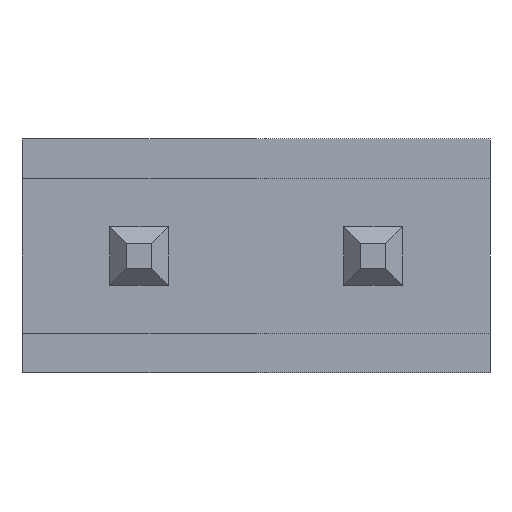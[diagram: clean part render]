
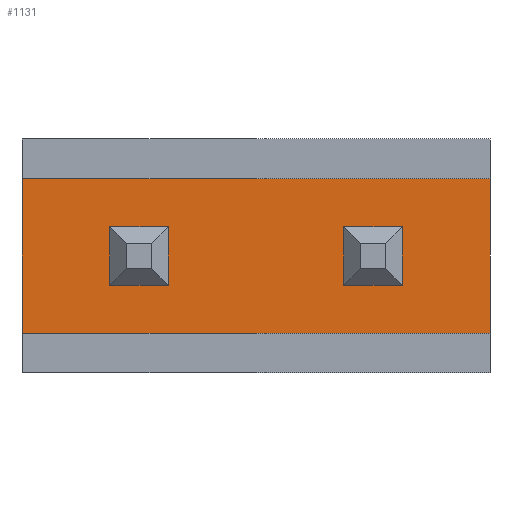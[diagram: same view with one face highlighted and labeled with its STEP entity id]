
A CAD part, front view. The second image highlights one B-rep face of the part: STEP entity #1131.
In plain terms, the highlighted planar face has unit normal (0, -1, 0).
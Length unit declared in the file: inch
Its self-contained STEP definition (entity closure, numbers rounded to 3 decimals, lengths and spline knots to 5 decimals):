
#93 = EDGE_CURVE ( 'NONE', #2013, #2142, #1732, .T. ) ;
#102 = EDGE_CURVE ( 'NONE', #1718, #1804, #1795, .T. ) ;
#118 = EDGE_CURVE ( 'NONE', #2184, #2188, #2135, .T. ) ;
#135 = EDGE_CURVE ( 'NONE', #2142, #1634, #1901, .T. ) ;
#157 = EDGE_CURVE ( 'NONE', #2148, #2160, #204, .T. ) ;
#204 = LINE ( 'NONE', #1355, #213 ) ;
#207 = DIRECTION ( 'NONE',  ( 0., 1., 0. ) ) ;
#213 = VECTOR ( 'NONE', #1288, 39.37008 ) ;
#320 = VECTOR ( 'NONE', #2852, 39.37008 ) ;
#324 = LINE ( 'NONE', #2851, #320 ) ;
#387 = VECTOR ( 'NONE', #2800, 39.37008 ) ;
#390 = VECTOR ( 'NONE', #2798, 39.37008 ) ;
#391 = LINE ( 'NONE', #2799, #387 ) ;
#395 = LINE ( 'NONE', #2797, #390 ) ;
#407 = CARTESIAN_POINT ( 'NONE',  ( -0.1, 0.02, -0.033 ) ) ;
#422 = DIRECTION ( 'NONE',  ( 0., 0., 1. ) ) ;
#427 = VECTOR ( 'NONE', #2777, 39.37008 ) ;
#432 = LINE ( 'NONE', #2776, #427 ) ;
#433 = VECTOR ( 'NONE', #2773, 39.37008 ) ;
#444 = LINE ( 'NONE', #2759, #433 ) ;
#452 = VECTOR ( 'NONE', #2757, 39.37008 ) ;
#455 = LINE ( 'NONE', #2756, #452 ) ;
#459 = VECTOR ( 'NONE', #2752, 39.37008 ) ;
#465 = LINE ( 'NONE', #2750, #459 ) ;
#560 = PLANE ( 'NONE',  #3318 ) ;
#574 = FACE_BOUND ( 'NONE', #1676, .T. ) ;
#1131 = ADVANCED_FACE ( 'NONE', ( #2309, #574, #2311 ), #560, .F. ) ;
#1277 = DIRECTION ( 'NONE',  ( 0., 0., 1. ) ) ;
#1287 = DIRECTION ( 'NONE',  ( 0., 0., 1. ) ) ;
#1288 = DIRECTION ( 'NONE',  ( 0., 0., 1. ) ) ;
#1309 = DIRECTION ( 'NONE',  ( 0., 0., 1. ) ) ;
#1340 = CARTESIAN_POINT ( 'NONE',  ( -0.0625, 0.02, -0.0125 ) ) ;
#1349 = CARTESIAN_POINT ( 'NONE',  ( -0.0375, 0.02, -0.0125 ) ) ;
#1350 = CARTESIAN_POINT ( 'NONE',  ( 0.1, 0.02, -0.033 ) ) ;
#1355 = CARTESIAN_POINT ( 'NONE',  ( 0.0375, 0.02, -0.0125 ) ) ;
#1422 = DIRECTION ( 'NONE',  ( -1., 0., 0. ) ) ;
#1429 = CARTESIAN_POINT ( 'NONE',  ( -0.1, 0.02, -0.033 ) ) ;
#1630 = VERTEX_POINT ( 'NONE', #2601 ) ;
#1634 = VERTEX_POINT ( 'NONE', #2612 ) ;
#1647 = ORIENTED_EDGE ( 'NONE', *, *, #3194, .T. ) ;
#1672 = EDGE_LOOP ( 'NONE', ( #2122, #1964, #1647, #2098 ) ) ;
#1676 = EDGE_LOOP ( 'NONE', ( #2036, #2282, #1948, #1805 ) ) ;
#1718 = VERTEX_POINT ( 'NONE', #2627 ) ;
#1732 = LINE ( 'NONE', #1349, #1908 ) ;
#1766 = VECTOR ( 'NONE', #1287, 39.37008 ) ;
#1795 = LINE ( 'NONE', #1350, #1828 ) ;
#1804 = VERTEX_POINT ( 'NONE', #2633 ) ;
#1805 = ORIENTED_EDGE ( 'NONE', *, *, #93, .T. ) ;
#1828 = VECTOR ( 'NONE', #1309, 39.37008 ) ;
#1901 = LINE ( 'NONE', #1340, #1766 ) ;
#1908 = VECTOR ( 'NONE', #1422, 39.37008 ) ;
#1948 = ORIENTED_EDGE ( 'NONE', *, *, #3177, .T. ) ;
#1964 = ORIENTED_EDGE ( 'NONE', *, *, #3267, .T. ) ;
#2013 = VERTEX_POINT ( 'NONE', #2662 ) ;
#2021 = VECTOR ( 'NONE', #1277, 39.37008 ) ;
#2022 = EDGE_LOOP ( 'NONE', ( #2111, #2175, #2255, #2212 ) ) ;
#2036 = ORIENTED_EDGE ( 'NONE', *, *, #135, .T. ) ;
#2051 = VERTEX_POINT ( 'NONE', #2679 ) ;
#2098 = ORIENTED_EDGE ( 'NONE', *, *, #3188, .T. ) ;
#2111 = ORIENTED_EDGE ( 'NONE', *, *, #102, .T. ) ;
#2122 = ORIENTED_EDGE ( 'NONE', *, *, #157, .T. ) ;
#2135 = LINE ( 'NONE', #1429, #2021 ) ;
#2142 = VERTEX_POINT ( 'NONE', #2693 ) ;
#2145 = VERTEX_POINT ( 'NONE', #2692 ) ;
#2148 = VERTEX_POINT ( 'NONE', #2689 ) ;
#2160 = VERTEX_POINT ( 'NONE', #2672 ) ;
#2175 = ORIENTED_EDGE ( 'NONE', *, *, #3172, .F. ) ;
#2184 = VERTEX_POINT ( 'NONE', #2700 ) ;
#2188 = VERTEX_POINT ( 'NONE', #2696 ) ;
#2212 = ORIENTED_EDGE ( 'NONE', *, *, #3394, .T. ) ;
#2255 = ORIENTED_EDGE ( 'NONE', *, *, #118, .F. ) ;
#2282 = ORIENTED_EDGE ( 'NONE', *, *, #3266, .T. ) ;
#2309 = FACE_BOUND ( 'NONE', #1672, .T. ) ;
#2311 = FACE_OUTER_BOUND ( 'NONE', #2022, .T. ) ;
#2601 = CARTESIAN_POINT ( 'NONE',  ( 0.0625, 0.02, -0.0125 ) ) ;
#2612 = CARTESIAN_POINT ( 'NONE',  ( -0.0625, 0.02, 0.0125 ) ) ;
#2627 = CARTESIAN_POINT ( 'NONE',  ( 0.1, 0.02, -0.033 ) ) ;
#2633 = CARTESIAN_POINT ( 'NONE',  ( 0.1, 0.02, 0.033 ) ) ;
#2662 = CARTESIAN_POINT ( 'NONE',  ( -0.0375, 0.02, -0.0125 ) ) ;
#2672 = CARTESIAN_POINT ( 'NONE',  ( 0.0375, 0.02, 0.0125 ) ) ;
#2679 = CARTESIAN_POINT ( 'NONE',  ( 0.0625, 0.02, 0.0125 ) ) ;
#2689 = CARTESIAN_POINT ( 'NONE',  ( 0.0375, 0.02, -0.0125 ) ) ;
#2692 = CARTESIAN_POINT ( 'NONE',  ( -0.0375, 0.02, 0.0125 ) ) ;
#2693 = CARTESIAN_POINT ( 'NONE',  ( -0.0625, 0.02, -0.0125 ) ) ;
#2696 = CARTESIAN_POINT ( 'NONE',  ( -0.1, 0.02, 0.033 ) ) ;
#2700 = CARTESIAN_POINT ( 'NONE',  ( -0.1, 0.02, -0.033 ) ) ;
#2750 = CARTESIAN_POINT ( 'NONE',  ( -0.1, 0.02, 0.033 ) ) ;
#2752 = DIRECTION ( 'NONE',  ( 1., 0., 0. ) ) ;
#2756 = CARTESIAN_POINT ( 'NONE',  ( -0.0375, 0.02, 0.0125 ) ) ;
#2757 = DIRECTION ( 'NONE',  ( 0., 0., -1. ) ) ;
#2759 = CARTESIAN_POINT ( 'NONE',  ( 0.0625, 0.02, -0.0125 ) ) ;
#2773 = DIRECTION ( 'NONE',  ( -1., 0., 0. ) ) ;
#2776 = CARTESIAN_POINT ( 'NONE',  ( 0.0625, 0.02, 0.0125 ) ) ;
#2777 = DIRECTION ( 'NONE',  ( 0., 0., -1. ) ) ;
#2797 = CARTESIAN_POINT ( 'NONE',  ( -0.0625, 0.02, 0.0125 ) ) ;
#2798 = DIRECTION ( 'NONE',  ( 1., 0., 0. ) ) ;
#2799 = CARTESIAN_POINT ( 'NONE',  ( 0.0375, 0.02, 0.0125 ) ) ;
#2800 = DIRECTION ( 'NONE',  ( 1., 0., 0. ) ) ;
#2851 = CARTESIAN_POINT ( 'NONE',  ( -0.1, 0.02, -0.033 ) ) ;
#2852 = DIRECTION ( 'NONE',  ( 1., 0., 0. ) ) ;
#3172 = EDGE_CURVE ( 'NONE', #2188, #1804, #465, .T. ) ;
#3177 = EDGE_CURVE ( 'NONE', #2145, #2013, #455, .T. ) ;
#3188 = EDGE_CURVE ( 'NONE', #1630, #2148, #444, .T. ) ;
#3194 = EDGE_CURVE ( 'NONE', #2051, #1630, #432, .T. ) ;
#3266 = EDGE_CURVE ( 'NONE', #1634, #2145, #395, .T. ) ;
#3267 = EDGE_CURVE ( 'NONE', #2160, #2051, #391, .T. ) ;
#3318 = AXIS2_PLACEMENT_3D ( 'NONE', #407, #207, #422 ) ;
#3394 = EDGE_CURVE ( 'NONE', #2184, #1718, #324, .T. ) ;
